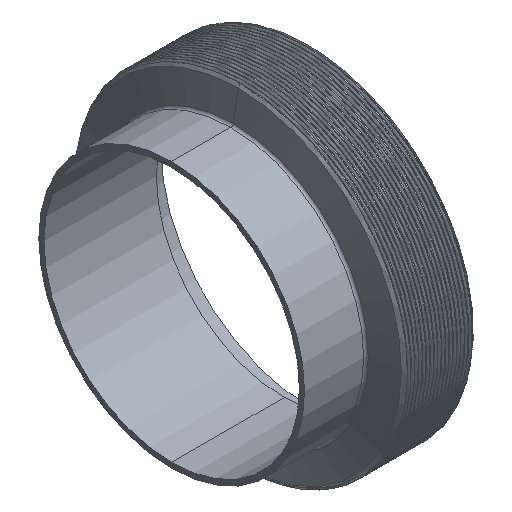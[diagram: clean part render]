
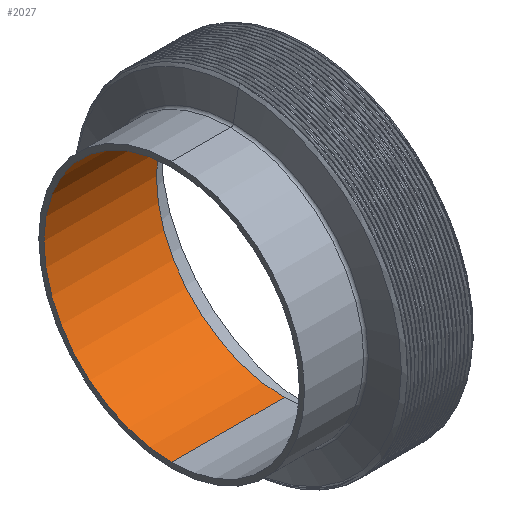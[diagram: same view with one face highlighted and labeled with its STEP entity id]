
A CAD part, isometric view. The second image highlights one B-rep face of the part: STEP entity #2027.
In plain terms, the highlighted cylindrical face has radius 50 mm (diameter 100 mm), a partial arc.
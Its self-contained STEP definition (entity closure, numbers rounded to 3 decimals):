
#99 = DIRECTION ( 'NONE',  ( -1., 0., 0. ) ) ;
#221 = EDGE_CURVE ( 'NONE', #3074, #2259, #3415, .T. ) ;
#260 = AXIS2_PLACEMENT_3D ( 'NONE', #2567, #4170, #3401 ) ;
#311 = CARTESIAN_POINT ( 'NONE',  ( -16.647, -51.564, 50. ) ) ;
#339 = CARTESIAN_POINT ( 'NONE',  ( -22., -51.564, -50. ) ) ;
#442 = AXIS2_PLACEMENT_3D ( 'NONE', #5026, #99, #912 ) ;
#574 = DIRECTION ( 'NONE',  ( 0., 0., 1. ) ) ;
#755 = VERTEX_POINT ( 'NONE', #3340 ) ;
#762 = CARTESIAN_POINT ( 'NONE',  ( -22., -51.564, 50. ) ) ;
#912 = DIRECTION ( 'NONE',  ( 0., 0., 1. ) ) ;
#1138 = AXIS2_PLACEMENT_3D ( 'NONE', #4011, #4420, #574 ) ;
#1461 = DIRECTION ( 'NONE',  ( -1., 0., 0. ) ) ;
#1466 = CARTESIAN_POINT ( 'NONE',  ( -16.647, -51.564, -50. ) ) ;
#1490 = VECTOR ( 'NONE', #1461, 1000. ) ;
#2027 = ADVANCED_FACE ( 'NONE', ( #4195 ), #2463, .F. ) ;
#2259 = VERTEX_POINT ( 'NONE', #339 ) ;
#2284 = ORIENTED_EDGE ( 'NONE', *, *, #3207, .F. ) ;
#2285 = LINE ( 'NONE', #1466, #4012 ) ;
#2463 = CYLINDRICAL_SURFACE ( 'NONE', #260, 50. ) ;
#2567 = CARTESIAN_POINT ( 'NONE',  ( -16.647, -51.564, 0. ) ) ;
#3074 = VERTEX_POINT ( 'NONE', #762 ) ;
#3140 = DIRECTION ( 'NONE',  ( -1., 0., 0. ) ) ;
#3157 = CIRCLE ( 'NONE', #1138, 50. ) ;
#3207 = EDGE_CURVE ( 'NONE', #5206, #755, #3157, .T. ) ;
#3233 = LINE ( 'NONE', #311, #1490 ) ;
#3340 = CARTESIAN_POINT ( 'NONE',  ( 22., -51.564, -50. ) ) ;
#3401 = DIRECTION ( 'NONE',  ( 0., 0., 1. ) ) ;
#3415 = CIRCLE ( 'NONE', #442, 50. ) ;
#3597 = EDGE_CURVE ( 'NONE', #5206, #3074, #3233, .T. ) ;
#4011 = CARTESIAN_POINT ( 'NONE',  ( 22., -51.564, 0. ) ) ;
#4012 = VECTOR ( 'NONE', #3140, 1000. ) ;
#4170 = DIRECTION ( 'NONE',  ( -1., 0., 0. ) ) ;
#4195 = FACE_OUTER_BOUND ( 'NONE', #4403, .T. ) ;
#4403 = EDGE_LOOP ( 'NONE', ( #5078, #2284, #4970, #5166 ) ) ;
#4420 = DIRECTION ( 'NONE',  ( -1., 0., 0. ) ) ;
#4710 = CARTESIAN_POINT ( 'NONE',  ( 22., -51.564, 50. ) ) ;
#4758 = EDGE_CURVE ( 'NONE', #755, #2259, #2285, .T. ) ;
#4970 = ORIENTED_EDGE ( 'NONE', *, *, #3597, .T. ) ;
#5026 = CARTESIAN_POINT ( 'NONE',  ( -22., -51.564, 0. ) ) ;
#5078 = ORIENTED_EDGE ( 'NONE', *, *, #4758, .F. ) ;
#5166 = ORIENTED_EDGE ( 'NONE', *, *, #221, .T. ) ;
#5206 = VERTEX_POINT ( 'NONE', #4710 ) ;
